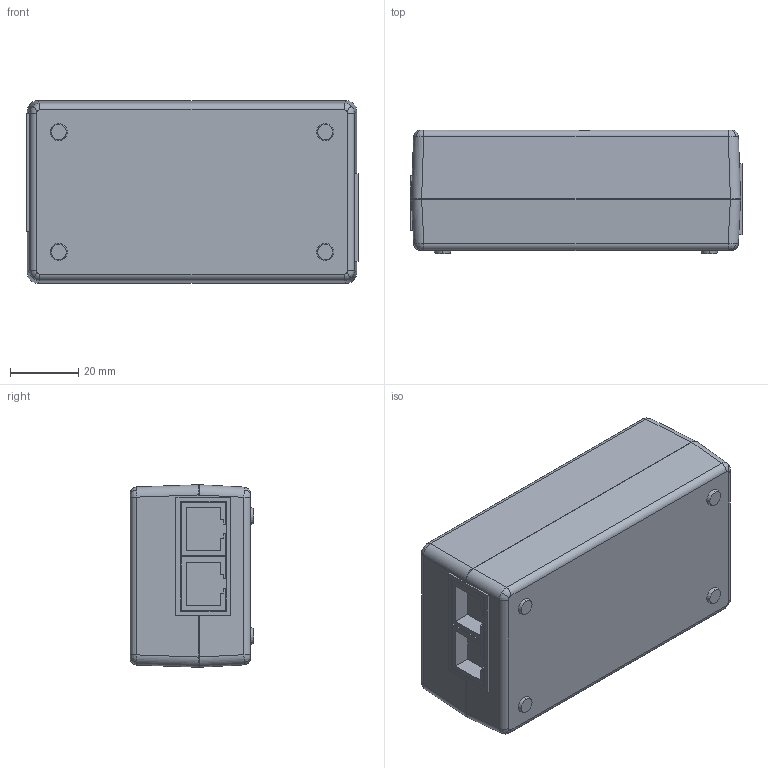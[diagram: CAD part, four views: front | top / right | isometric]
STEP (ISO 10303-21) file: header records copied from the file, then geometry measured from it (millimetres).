
FILE_DESCRIPTION (( 'STEP AP214' ), '1' );
FILE_NAME ('TT-POE10GAF_3D.STEP', '2020-08-26T13:31:15', ( '' ), ( '' ), 'SwSTEP 2.0', 'SolidWorks 2018', '' );
FILE_SCHEMA (( 'AUTOMOTIVE_DESIGN' ));
Length unit declared in the file: millimetre
Products named in the file (1): TT-POE10GAF_3D
Bounding box: 97.5 x 36.3 x 53.59 mm (x, y, z)
Volume: 176083.1 mm3; surface area: 24084.7 mm2
Topology: 1 solids, 1 shells, 317 faces, 845 edges, 555 vertices
Faces by surface type: plane 207, bspline 64, cylinder 32, cone 8, sphere 6
Entity records: 14598 total; most frequent: CARTESIAN_POINT 4956, ORIENTED_EDGE 1666, DIRECTION 1287, EDGE_CURVE 833, LINE 615, VECTOR 615, VERTEX_POINT 549, EDGE_LOOP 348
